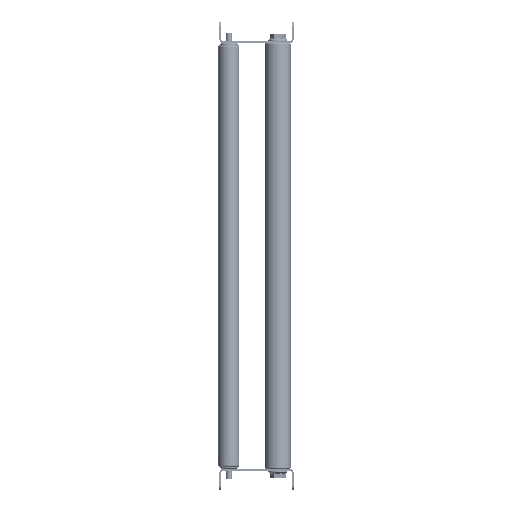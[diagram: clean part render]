
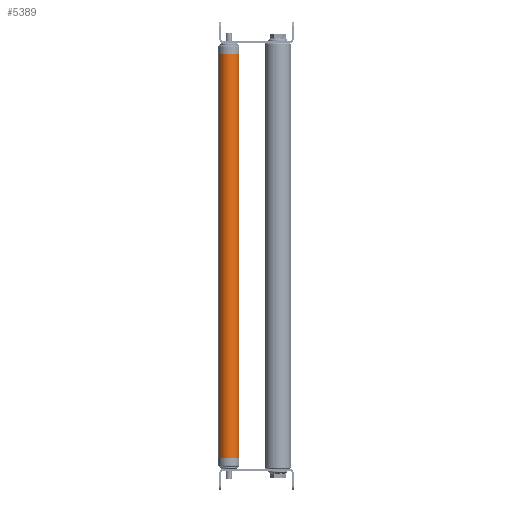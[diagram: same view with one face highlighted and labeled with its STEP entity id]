
A CAD part, left-side view. The second image highlights one B-rep face of the part: STEP entity #5389.
In plain terms, the highlighted cylindrical face has radius 10 mm (diameter 20 mm), a partial arc.
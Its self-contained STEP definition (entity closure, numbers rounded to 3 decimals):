
#477 = CYLINDRICAL_SURFACE ( 'NONE', #6539, 10. ) ;
#945 = CARTESIAN_POINT ( 'NONE',  ( 380., 0., 10. ) ) ;
#1038 = VERTEX_POINT ( 'NONE', #11663 ) ;
#1286 = ORIENTED_EDGE ( 'NONE', *, *, #14908, .T. ) ;
#2084 = DIRECTION ( 'NONE',  ( 0., 0., 1. ) ) ;
#2700 = LINE ( 'NONE', #16487, #11263 ) ;
#2911 = EDGE_CURVE ( 'NONE', #18870, #5980, #14855, .T. ) ;
#4190 = EDGE_LOOP ( 'NONE', ( #7891, #1286, #14987, #17250 ) ) ;
#4785 = DIRECTION ( 'NONE',  ( 1., 0., 0. ) ) ;
#5135 = DIRECTION ( 'NONE',  ( -1., 0., 0. ) ) ;
#5389 = ADVANCED_FACE ( 'NONE', ( #9816 ), #477, .T. ) ;
#5980 = VERTEX_POINT ( 'NONE', #18950 ) ;
#6118 = DIRECTION ( 'NONE',  ( 0., 0., -1. ) ) ;
#6539 = AXIS2_PLACEMENT_3D ( 'NONE', #11156, #5135, #2084 ) ;
#7891 = ORIENTED_EDGE ( 'NONE', *, *, #16967, .F. ) ;
#9068 = AXIS2_PLACEMENT_3D ( 'NONE', #18781, #4785, #6118 ) ;
#9816 = FACE_OUTER_BOUND ( 'NONE', #4190, .T. ) ;
#10900 = CARTESIAN_POINT ( 'NONE',  ( 380., 0., 10. ) ) ;
#11035 = CARTESIAN_POINT ( 'NONE',  ( 0., 0., 0. ) ) ;
#11156 = CARTESIAN_POINT ( 'NONE',  ( 380., 0., 0. ) ) ;
#11263 = VECTOR ( 'NONE', #19752, 1000. ) ;
#11361 = CIRCLE ( 'NONE', #9068, 10. ) ;
#11663 = CARTESIAN_POINT ( 'NONE',  ( 380., 0., -10. ) ) ;
#12364 = DIRECTION ( 'NONE',  ( 1., 0., 0. ) ) ;
#12572 = AXIS2_PLACEMENT_3D ( 'NONE', #11035, #12364, #18904 ) ;
#13262 = VECTOR ( 'NONE', #18279, 1000. ) ;
#14855 = CIRCLE ( 'NONE', #12572, 10. ) ;
#14908 = EDGE_CURVE ( 'NONE', #1038, #18870, #2700, .T. ) ;
#14987 = ORIENTED_EDGE ( 'NONE', *, *, #2911, .T. ) ;
#14996 = LINE ( 'NONE', #945, #13262 ) ;
#15676 = EDGE_CURVE ( 'NONE', #15814, #5980, #14996, .T. ) ;
#15814 = VERTEX_POINT ( 'NONE', #10900 ) ;
#16487 = CARTESIAN_POINT ( 'NONE',  ( 380., 0., -10. ) ) ;
#16967 = EDGE_CURVE ( 'NONE', #1038, #15814, #11361, .T. ) ;
#17250 = ORIENTED_EDGE ( 'NONE', *, *, #15676, .F. ) ;
#18269 = CARTESIAN_POINT ( 'NONE',  ( 0., 0., -10. ) ) ;
#18279 = DIRECTION ( 'NONE',  ( -1., 0., 0. ) ) ;
#18781 = CARTESIAN_POINT ( 'NONE',  ( 380., 0., 0. ) ) ;
#18870 = VERTEX_POINT ( 'NONE', #18269 ) ;
#18904 = DIRECTION ( 'NONE',  ( 0., 0., -1. ) ) ;
#18950 = CARTESIAN_POINT ( 'NONE',  ( 0., 0., 10. ) ) ;
#19752 = DIRECTION ( 'NONE',  ( -1., 0., 0. ) ) ;
